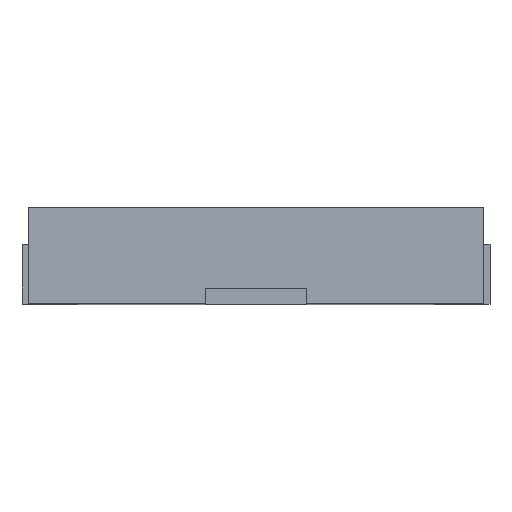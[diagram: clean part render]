
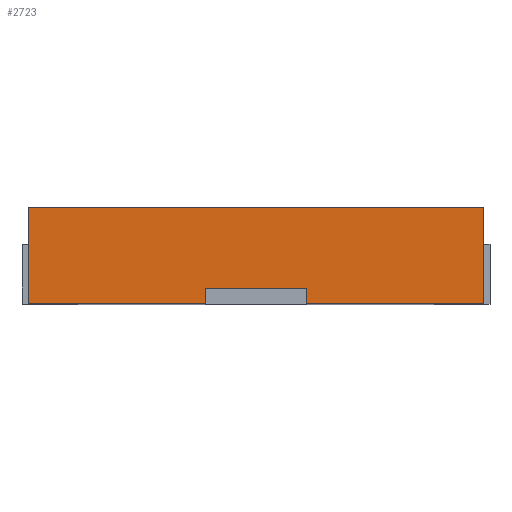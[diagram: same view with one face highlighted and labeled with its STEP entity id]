
A CAD part, top view. The second image highlights one B-rep face of the part: STEP entity #2723.
In plain terms, the highlighted planar face has unit normal (0, 0, 1).
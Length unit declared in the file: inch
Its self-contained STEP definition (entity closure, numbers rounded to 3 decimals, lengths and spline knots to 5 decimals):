
#263 = VERTEX_POINT ( 'NONE', #1481 ) ;
#280 = EDGE_CURVE ( 'NONE', #1913, #449, #1722, .T. ) ;
#298 = CARTESIAN_POINT ( 'NONE',  ( 0.22126, 0.01181, 0. ) ) ;
#416 = VECTOR ( 'NONE', #1310, 39.37008 ) ;
#421 = AXIS2_PLACEMENT_3D ( 'NONE', #1356, #2891, #521 ) ;
#449 = VERTEX_POINT ( 'NONE', #1937 ) ;
#521 = DIRECTION ( 'NONE',  ( 1., 0., 0. ) ) ;
#651 = CARTESIAN_POINT ( 'NONE',  ( 0.18189, 0.0748, 0. ) ) ;
#654 = DIRECTION ( 'NONE',  ( 0., -1., 0. ) ) ;
#694 = VECTOR ( 'NONE', #2276, 39.37008 ) ;
#740 = CARTESIAN_POINT ( 'NONE',  ( 0.00472, 0.0748, 0. ) ) ;
#787 = ORIENTED_EDGE ( 'NONE', *, *, #1678, .F. ) ;
#980 = EDGE_CURVE ( 'NONE', #2503, #3350, #1147, .T. ) ;
#984 = VECTOR ( 'NONE', #1814, 39.37008 ) ;
#1147 = LINE ( 'NONE', #2704, #3210 ) ;
#1193 = CARTESIAN_POINT ( 'NONE',  ( 0.00472, 0.0374, 0. ) ) ;
#1202 = EDGE_LOOP ( 'NONE', ( #3293, #2128, #2964, #2006, #1621, #787, #2822, #2642 ) ) ;
#1310 = DIRECTION ( 'NONE',  ( -1., 0., 0. ) ) ;
#1313 = VERTEX_POINT ( 'NONE', #740 ) ;
#1356 = CARTESIAN_POINT ( 'NONE',  ( -0.00236, -0.0015, 0. ) ) ;
#1372 = EDGE_CURVE ( 'NONE', #2516, #263, #1841, .T. ) ;
#1462 = EDGE_CURVE ( 'NONE', #1913, #2109, #1474, .T. ) ;
#1474 = LINE ( 'NONE', #3238, #694 ) ;
#1481 = CARTESIAN_POINT ( 'NONE',  ( 0.22126, 0., 0. ) ) ;
#1591 = DIRECTION ( 'NONE',  ( 0., -1., 0. ) ) ;
#1621 = ORIENTED_EDGE ( 'NONE', *, *, #1462, .T. ) ;
#1678 = EDGE_CURVE ( 'NONE', #2516, #2109, #2920, .T. ) ;
#1722 = LINE ( 'NONE', #2748, #3088 ) ;
#1814 = DIRECTION ( 'NONE',  ( -1., 0., 0. ) ) ;
#1841 = LINE ( 'NONE', #2878, #2679 ) ;
#1913 = VERTEX_POINT ( 'NONE', #3051 ) ;
#1937 = CARTESIAN_POINT ( 'NONE',  ( 0.00472, 0., 0. ) ) ;
#2006 = ORIENTED_EDGE ( 'NONE', *, *, #280, .F. ) ;
#2100 = CARTESIAN_POINT ( 'NONE',  ( 0.35906, 0.0748, 0. ) ) ;
#2109 = VERTEX_POINT ( 'NONE', #2464 ) ;
#2128 = ORIENTED_EDGE ( 'NONE', *, *, #2417, .T. ) ;
#2242 = LINE ( 'NONE', #651, #416 ) ;
#2276 = DIRECTION ( 'NONE',  ( 0., 1., 0. ) ) ;
#2380 = VECTOR ( 'NONE', #654, 39.37008 ) ;
#2417 = EDGE_CURVE ( 'NONE', #2503, #1313, #2242, .T. ) ;
#2430 = DIRECTION ( 'NONE',  ( -1., 0., 0. ) ) ;
#2431 = LINE ( 'NONE', #1193, #2380 ) ;
#2441 = CARTESIAN_POINT ( 'NONE',  ( 0.35906, 0., 0. ) ) ;
#2464 = CARTESIAN_POINT ( 'NONE',  ( 0.14252, 0.01181, 0. ) ) ;
#2503 = VERTEX_POINT ( 'NONE', #2100 ) ;
#2516 = VERTEX_POINT ( 'NONE', #298 ) ;
#2544 = FACE_OUTER_BOUND ( 'NONE', #1202, .T. ) ;
#2589 = PLANE ( 'NONE',  #421 ) ;
#2642 = ORIENTED_EDGE ( 'NONE', *, *, #3049, .F. ) ;
#2673 = VECTOR ( 'NONE', #2430, 39.37008 ) ;
#2679 = VECTOR ( 'NONE', #1591, 39.37008 ) ;
#2695 = CARTESIAN_POINT ( 'NONE',  ( 0.18189, 0.01181, 0. ) ) ;
#2704 = CARTESIAN_POINT ( 'NONE',  ( 0.35906, 0.0374, 0. ) ) ;
#2723 = ADVANCED_FACE ( 'NONE', ( #2544 ), #2589, .T. ) ;
#2748 = CARTESIAN_POINT ( 'NONE',  ( 0.18189, 0., 0. ) ) ;
#2764 = DIRECTION ( 'NONE',  ( -1., 0., 0. ) ) ;
#2822 = ORIENTED_EDGE ( 'NONE', *, *, #1372, .T. ) ;
#2878 = CARTESIAN_POINT ( 'NONE',  ( 0.22126, 0.0063, 0. ) ) ;
#2885 = CARTESIAN_POINT ( 'NONE',  ( 0.18189, 0., 0. ) ) ;
#2891 = DIRECTION ( 'NONE',  ( 0., 0., 1. ) ) ;
#2920 = LINE ( 'NONE', #2695, #2673 ) ;
#2964 = ORIENTED_EDGE ( 'NONE', *, *, #3359, .T. ) ;
#2982 = DIRECTION ( 'NONE',  ( 0., -1., 0. ) ) ;
#3049 = EDGE_CURVE ( 'NONE', #3350, #263, #3373, .T. ) ;
#3051 = CARTESIAN_POINT ( 'NONE',  ( 0.14252, 0., 0. ) ) ;
#3088 = VECTOR ( 'NONE', #2764, 39.37008 ) ;
#3210 = VECTOR ( 'NONE', #2982, 39.37008 ) ;
#3238 = CARTESIAN_POINT ( 'NONE',  ( 0.14252, 0.0063, 0. ) ) ;
#3293 = ORIENTED_EDGE ( 'NONE', *, *, #980, .F. ) ;
#3350 = VERTEX_POINT ( 'NONE', #2441 ) ;
#3359 = EDGE_CURVE ( 'NONE', #1313, #449, #2431, .T. ) ;
#3373 = LINE ( 'NONE', #2885, #984 ) ;
